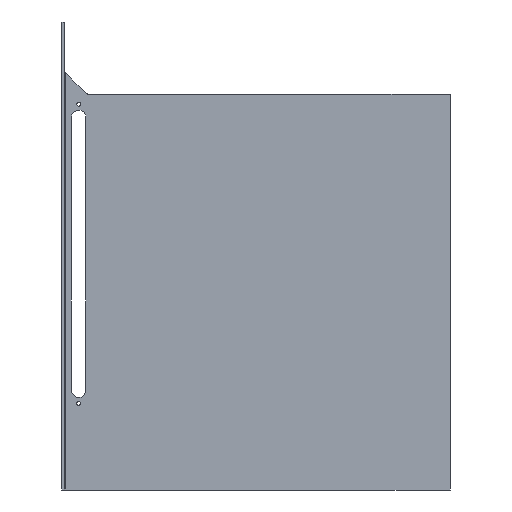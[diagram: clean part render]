
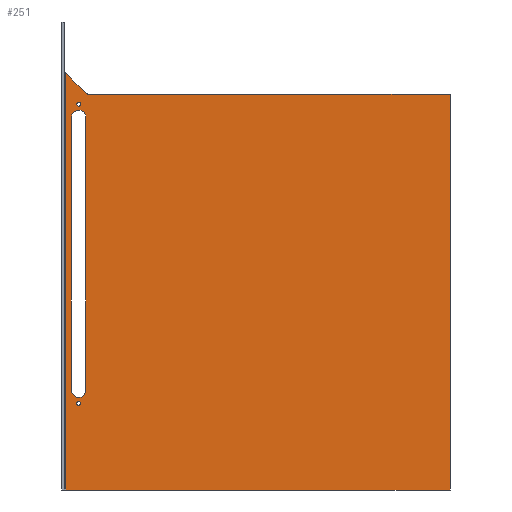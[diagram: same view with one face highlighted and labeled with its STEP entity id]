
A CAD part, left-side view. The second image highlights one B-rep face of the part: STEP entity #251.
In plain terms, the highlighted planar face has unit normal (-1, 0, 0).
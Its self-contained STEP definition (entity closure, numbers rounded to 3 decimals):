
#4 = VERTEX_POINT ( 'NONE', #527 ) ;
#9 = AXIS2_PLACEMENT_3D ( 'NONE', #502, #940, #425 ) ;
#21 = CARTESIAN_POINT ( 'NONE',  ( -71., 65., 360.049 ) ) ;
#31 = CARTESIAN_POINT ( 'NONE',  ( -71., 220.149, 160.35 ) ) ;
#36 = VECTOR ( 'NONE', #623, 1000. ) ;
#49 = CARTESIAN_POINT ( 'NONE',  ( -71., 223.149, 155.65 ) ) ;
#52 = CIRCLE ( 'NONE', #513, 3. ) ;
#61 = DIRECTION ( 'NONE',  ( 0., 0., -1. ) ) ;
#62 = LINE ( 'NONE', #317, #664 ) ;
#66 = CARTESIAN_POINT ( 'NONE',  ( -71., 216.43, 165.4 ) ) ;
#74 = CARTESIAN_POINT ( 'NONE',  ( -71., 216.951, 165.616 ) ) ;
#103 = ORIENTED_EDGE ( 'NONE', *, *, #627, .T. ) ;
#106 = EDGE_LOOP ( 'NONE', ( #585, #184, #103, #786, #587 ) ) ;
#111 = DIRECTION ( 'NONE',  ( 1., 0., 0. ) ) ;
#112 = EDGE_CURVE ( 'NONE', #576, #180, #200, .T. ) ;
#118 = CARTESIAN_POINT ( 'NONE',  ( -71., 65., 165.4 ) ) ;
#125 = ORIENTED_EDGE ( 'NONE', *, *, #599, .T. ) ;
#128 = EDGE_LOOP ( 'NONE', ( #894, #942 ) ) ;
#149 = FACE_OUTER_BOUND ( 'NONE', #463, .T. ) ;
#158 = EDGE_CURVE ( 'NONE', #652, #539, #534, .T. ) ;
#167 = DIRECTION ( 'NONE',  ( 1., 0., 0. ) ) ;
#173 = LINE ( 'NONE', #584, #849 ) ;
#174 = CARTESIAN_POINT ( 'NONE',  ( -71., 220.149, 161.15 ) ) ;
#180 = VERTEX_POINT ( 'NONE', #877 ) ;
#184 = ORIENTED_EDGE ( 'NONE', *, *, #839, .T. ) ;
#186 = CARTESIAN_POINT ( 'NONE',  ( -71., 220.149, 161.95 ) ) ;
#192 = AXIS2_PLACEMENT_3D ( 'NONE', #322, #167, #891 ) ;
#200 = CIRCLE ( 'NONE', #440, 3. ) ;
#210 = LINE ( 'NONE', #344, #925 ) ;
#213 = VERTEX_POINT ( 'NONE', #31 ) ;
#216 = ORIENTED_EDGE ( 'NONE', *, *, #654, .T. ) ;
#219 = DIRECTION ( 'NONE',  ( 1., 0., 0. ) ) ;
#221 = CARTESIAN_POINT ( 'NONE',  ( -71., 65., 0. ) ) ;
#230 = ORIENTED_EDGE ( 'NONE', *, *, #813, .T. ) ;
#238 = LINE ( 'NONE', #922, #36 ) ;
#251 = ADVANCED_FACE ( 'NONE', ( #577, #694, #733, #149 ), #266, .F. ) ;
#252 = VERTEX_POINT ( 'NONE', #186 ) ;
#255 = DIRECTION ( 'NONE',  ( 1., 0., 0. ) ) ;
#266 = PLANE ( 'NONE',  #668 ) ;
#269 = CARTESIAN_POINT ( 'NONE',  ( -71., 227.149, 165.4 ) ) ;
#274 = EDGE_CURVE ( 'NONE', #715, #477, #537, .T. ) ;
#299 = DIRECTION ( 'NONE',  ( 0., 0., -1. ) ) ;
#310 = CARTESIAN_POINT ( 'NONE',  ( -71., 225.649, 360.049 ) ) ;
#317 = CARTESIAN_POINT ( 'NONE',  ( -71., 223.149, 360.049 ) ) ;
#322 = CARTESIAN_POINT ( 'NONE',  ( -71., 220.149, 161.15 ) ) ;
#324 = VERTEX_POINT ( 'NONE', #562 ) ;
#326 = AXIS2_PLACEMENT_3D ( 'NONE', #597, #586, #61 ) ;
#336 = VECTOR ( 'NONE', #698, 1000. ) ;
#339 = DIRECTION ( 'NONE',  ( 0., 0., -1. ) ) ;
#344 = CARTESIAN_POINT ( 'NONE',  ( -71., 217.149, 360.049 ) ) ;
#347 = CARTESIAN_POINT ( 'NONE',  ( -71., 216.43, 166.137 ) ) ;
#354 = CIRCLE ( 'NONE', #9, 3. ) ;
#369 = EDGE_CURVE ( 'NONE', #539, #487, #238, .T. ) ;
#371 = VECTOR ( 'NONE', #392, 1000. ) ;
#373 = CARTESIAN_POINT ( 'NONE',  ( -71., 220.149, 41.65 ) ) ;
#376 = EDGE_CURVE ( 'NONE', #479, #576, #354, .T. ) ;
#385 = DIRECTION ( 'NONE',  ( 0., 0., -1. ) ) ;
#389 = ORIENTED_EDGE ( 'NONE', *, *, #158, .T. ) ;
#392 = DIRECTION ( 'NONE',  ( 0., 0., -1. ) ) ;
#393 = VERTEX_POINT ( 'NONE', #49 ) ;
#399 = CARTESIAN_POINT ( 'NONE',  ( -71., 220.149, 36.15 ) ) ;
#404 = DIRECTION ( 'NONE',  ( 1., 0., 0. ) ) ;
#420 = DIRECTION ( 'NONE',  ( 1., 0., 0. ) ) ;
#423 = AXIS2_PLACEMENT_3D ( 'NONE', #399, #404, #902 ) ;
#425 = DIRECTION ( 'NONE',  ( 0., 0., -1. ) ) ;
#440 = AXIS2_PLACEMENT_3D ( 'NONE', #373, #874, #385 ) ;
#455 = LINE ( 'NONE', #21, #371 ) ;
#463 = EDGE_LOOP ( 'NONE', ( #230, #389, #561, #464, #631, #216 ) ) ;
#464 = ORIENTED_EDGE ( 'NONE', *, *, #924, .F. ) ;
#473 = DIRECTION ( 'NONE',  ( 0., 0., -1. ) ) ;
#475 = EDGE_CURVE ( 'NONE', #579, #324, #667, .T. ) ;
#477 = VERTEX_POINT ( 'NONE', #66 ) ;
#478 = AXIS2_PLACEMENT_3D ( 'NONE', #347, #420, #920 ) ;
#479 = VERTEX_POINT ( 'NONE', #863 ) ;
#484 = CIRCLE ( 'NONE', #423, 0.8 ) ;
#487 = VERTEX_POINT ( 'NONE', #221 ) ;
#502 = CARTESIAN_POINT ( 'NONE',  ( -71., 220.149, 41.65 ) ) ;
#513 = AXIS2_PLACEMENT_3D ( 'NONE', #598, #219, #299 ) ;
#527 = CARTESIAN_POINT ( 'NONE',  ( -71., 217.149, 155.65 ) ) ;
#528 = EDGE_LOOP ( 'NONE', ( #948, #125 ) ) ;
#534 = LINE ( 'NONE', #310, #616 ) ;
#537 = LINE ( 'NONE', #269, #336 ) ;
#539 = VERTEX_POINT ( 'NONE', #754 ) ;
#554 = CIRCLE ( 'NONE', #808, 0.8 ) ;
#561 = ORIENTED_EDGE ( 'NONE', *, *, #369, .T. ) ;
#562 = CARTESIAN_POINT ( 'NONE',  ( -71., 220.149, 36.95 ) ) ;
#566 = EDGE_CURVE ( 'NONE', #213, #252, #554, .T. ) ;
#576 = VERTEX_POINT ( 'NONE', #688 ) ;
#577 = FACE_BOUND ( 'NONE', #528, .T. ) ;
#579 = VERTEX_POINT ( 'NONE', #909 ) ;
#584 = CARTESIAN_POINT ( 'NONE',  ( -71., 319.267, 267.932 ) ) ;
#585 = ORIENTED_EDGE ( 'NONE', *, *, #893, .T. ) ;
#586 = DIRECTION ( 'NONE',  ( 1., 0., 0. ) ) ;
#587 = ORIENTED_EDGE ( 'NONE', *, *, #112, .T. ) ;
#597 = CARTESIAN_POINT ( 'NONE',  ( -71., 220.149, 36.15 ) ) ;
#598 = CARTESIAN_POINT ( 'NONE',  ( -71., 220.149, 155.65 ) ) ;
#599 = EDGE_CURVE ( 'NONE', #324, #579, #484, .T. ) ;
#616 = VECTOR ( 'NONE', #805, 1000. ) ;
#623 = DIRECTION ( 'NONE',  ( 0., -1., 0. ) ) ;
#627 = EDGE_CURVE ( 'NONE', #4, #479, #210, .T. ) ;
#628 = CARTESIAN_POINT ( 'NONE',  ( -71., 227.149, 360.049 ) ) ;
#631 = ORIENTED_EDGE ( 'NONE', *, *, #274, .T. ) ;
#652 = VERTEX_POINT ( 'NONE', #833 ) ;
#654 = EDGE_CURVE ( 'NONE', #477, #897, #938, .T. ) ;
#660 = DIRECTION ( 'NONE',  ( 0., 0.707, 0.707 ) ) ;
#664 = VECTOR ( 'NONE', #678, 1000. ) ;
#667 = CIRCLE ( 'NONE', #326, 0.8 ) ;
#668 = AXIS2_PLACEMENT_3D ( 'NONE', #628, #111, #840 ) ;
#678 = DIRECTION ( 'NONE',  ( 0., 0., 1. ) ) ;
#688 = CARTESIAN_POINT ( 'NONE',  ( -71., 220.149, 38.65 ) ) ;
#694 = FACE_BOUND ( 'NONE', #128, .T. ) ;
#698 = DIRECTION ( 'NONE',  ( 0., 1., 0. ) ) ;
#715 = VERTEX_POINT ( 'NONE', #118 ) ;
#733 = FACE_BOUND ( 'NONE', #106, .T. ) ;
#754 = CARTESIAN_POINT ( 'NONE',  ( -71., 225.649, 0. ) ) ;
#786 = ORIENTED_EDGE ( 'NONE', *, *, #376, .T. ) ;
#805 = DIRECTION ( 'NONE',  ( 0., 0., -1. ) ) ;
#808 = AXIS2_PLACEMENT_3D ( 'NONE', #174, #255, #473 ) ;
#813 = EDGE_CURVE ( 'NONE', #897, #652, #173, .T. ) ;
#833 = CARTESIAN_POINT ( 'NONE',  ( -71., 225.649, 174.314 ) ) ;
#839 = EDGE_CURVE ( 'NONE', #393, #4, #52, .T. ) ;
#840 = DIRECTION ( 'NONE',  ( 0., 0., -1. ) ) ;
#849 = VECTOR ( 'NONE', #660, 1000. ) ;
#863 = CARTESIAN_POINT ( 'NONE',  ( -71., 217.149, 41.65 ) ) ;
#874 = DIRECTION ( 'NONE',  ( 1., 0., 0. ) ) ;
#877 = CARTESIAN_POINT ( 'NONE',  ( -71., 223.149, 41.65 ) ) ;
#884 = EDGE_CURVE ( 'NONE', #252, #213, #936, .T. ) ;
#891 = DIRECTION ( 'NONE',  ( 0., 0., -1. ) ) ;
#893 = EDGE_CURVE ( 'NONE', #180, #393, #62, .T. ) ;
#894 = ORIENTED_EDGE ( 'NONE', *, *, #566, .T. ) ;
#897 = VERTEX_POINT ( 'NONE', #74 ) ;
#902 = DIRECTION ( 'NONE',  ( 0., 0., -1. ) ) ;
#909 = CARTESIAN_POINT ( 'NONE',  ( -71., 220.149, 35.35 ) ) ;
#920 = DIRECTION ( 'NONE',  ( 0., 0., -1. ) ) ;
#922 = CARTESIAN_POINT ( 'NONE',  ( -71., 227.149, 0. ) ) ;
#924 = EDGE_CURVE ( 'NONE', #715, #487, #455, .T. ) ;
#925 = VECTOR ( 'NONE', #339, 1000. ) ;
#936 = CIRCLE ( 'NONE', #192, 0.8 ) ;
#938 = CIRCLE ( 'NONE', #478, 0.737 ) ;
#940 = DIRECTION ( 'NONE',  ( 1., 0., 0. ) ) ;
#942 = ORIENTED_EDGE ( 'NONE', *, *, #884, .T. ) ;
#948 = ORIENTED_EDGE ( 'NONE', *, *, #475, .T. ) ;
